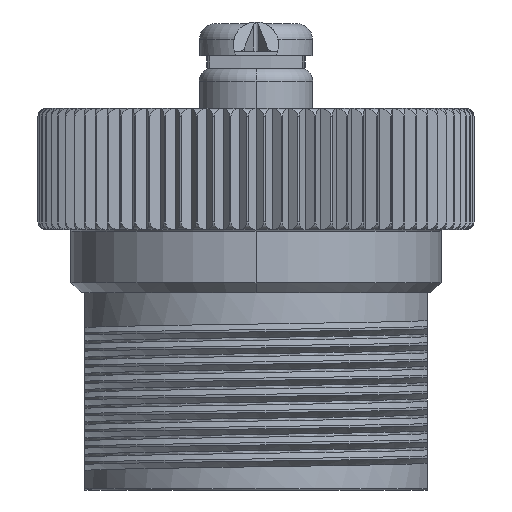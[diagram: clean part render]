
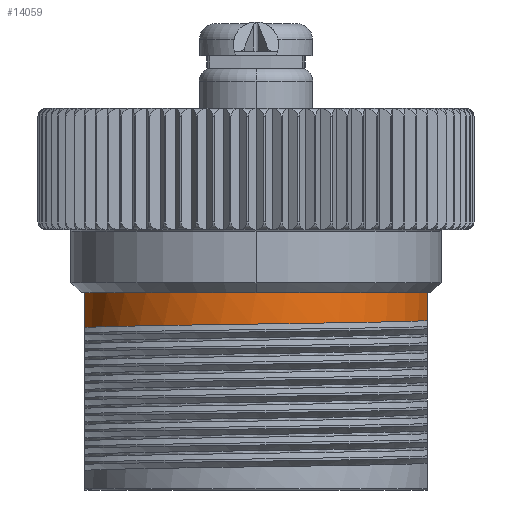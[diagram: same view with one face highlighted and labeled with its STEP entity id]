
A CAD part, front view. The second image highlights one B-rep face of the part: STEP entity #14059.
In plain terms, the highlighted cylindrical face has radius 10.842 mm (diameter 21.685 mm), a partial arc.
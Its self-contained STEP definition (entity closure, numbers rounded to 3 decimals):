
#1957=CARTESIAN_POINT('',(10.6,-2.28,10.483));
#1958=CARTESIAN_POINT('',(10.541,-2.555,10.479));
#1959=CARTESIAN_POINT('',(10.402,-3.099,10.47));
#1960=CARTESIAN_POINT('',(10.13,-3.896,10.458));
#1961=CARTESIAN_POINT('',(9.797,-4.671,10.446));
#1962=CARTESIAN_POINT('',(9.405,-5.416,10.433));
#1963=CARTESIAN_POINT('',(8.957,-6.13,10.421));
#1964=CARTESIAN_POINT('',(8.454,-6.806,10.409));
#1965=CARTESIAN_POINT('',(7.901,-7.441,10.396));
#1966=CARTESIAN_POINT('',(7.3,-8.032,10.384));
#1967=CARTESIAN_POINT('',(6.654,-8.574,10.372));
#1968=CARTESIAN_POINT('',(5.97,-9.064,10.359));
#1969=CARTESIAN_POINT('',(5.248,-9.5,10.347));
#1970=CARTESIAN_POINT('',(4.496,-9.878,10.335));
#1971=CARTESIAN_POINT('',(3.715,-10.198,10.322));
#1972=CARTESIAN_POINT('',(2.914,-10.455,10.31));
#1973=CARTESIAN_POINT('',(2.093,-10.65,10.297));
#1974=CARTESIAN_POINT('',(1.262,-10.78,10.285));
#1975=CARTESIAN_POINT('',(0.421,-10.845,
10.273));
#1976=CARTESIAN_POINT('',(-0.421,-10.845,
10.26));
#1977=CARTESIAN_POINT('',(-1.262,-10.78,
10.248));
#1978=CARTESIAN_POINT('',(-2.093,-10.65,
10.236));
#1979=CARTESIAN_POINT('',(-2.914,-10.455,
10.223));
#1980=CARTESIAN_POINT('',(-3.715,-10.198,
10.211));
#1981=CARTESIAN_POINT('',(-4.496,-9.878,
10.199));
#1982=CARTESIAN_POINT('',(-5.248,-9.5,
10.186));
#1983=CARTESIAN_POINT('',(-5.97,-9.064,
10.174));
#1984=CARTESIAN_POINT('',(-6.654,-8.574,
10.162));
#1985=CARTESIAN_POINT('',(-7.3,-8.032,
10.149));
#1986=CARTESIAN_POINT('',(-7.901,-7.441,
10.137));
#1987=CARTESIAN_POINT('',(-8.454,-6.806,
10.124));
#1988=CARTESIAN_POINT('',(-8.957,-6.13,
10.112));
#1989=CARTESIAN_POINT('',(-9.405,-5.416,
10.1));
#1990=CARTESIAN_POINT('',(-9.797,-4.671,
10.087));
#1991=CARTESIAN_POINT('',(-10.13,-3.896,
10.075));
#1992=CARTESIAN_POINT('',(-10.402,-3.099,
10.063));
#1993=CARTESIAN_POINT('',(-10.541,-2.555,
10.054));
#1994=CARTESIAN_POINT('',(-10.6,-2.28,10.05));
#1996=DIRECTION('',(0.,0.,1.));
#1997=VECTOR('',#1996,2.15);
#1998=CARTESIAN_POINT('',(-10.6,-2.28,10.05));
#1999=LINE('',#1998,#1997);
#2000=CARTESIAN_POINT('',(0.,0.,12.2));
#2001=DIRECTION('',(0.,0.,-1.));
#2002=DIRECTION('',(0.,-1.,0.));
#2003=AXIS2_PLACEMENT_3D('',#2000,#2001,#2002);
#2005=CARTESIAN_POINT('',(0.,0.,12.2));
#2006=DIRECTION('',(0.,0.,1.));
#2007=DIRECTION('',(0.,-1.,0.));
#2008=AXIS2_PLACEMENT_3D('',#2005,#2006,#2007);
#2010=DIRECTION('',(0.,0.,1.));
#2011=VECTOR('',#2010,1.717);
#2012=CARTESIAN_POINT('',(10.6,-2.28,10.483));
#2013=LINE('',#2012,#2011);
#10972=CARTESIAN_POINT('',(0.,-10.843,12.2));
#10974=VERTEX_POINT('',#10972);
#11617=CARTESIAN_POINT('',(10.6,-2.28,12.2));
#11619=VERTEX_POINT('',#11617);
#11657=CARTESIAN_POINT('',(10.6,-2.28,10.483));
#11658=VERTEX_POINT('',#11657);
#11698=CARTESIAN_POINT('',(-10.6,-2.28,12.2));
#11700=VERTEX_POINT('',#11698);
#11775=CARTESIAN_POINT('',(-10.6,-2.28,10.05));
#11776=VERTEX_POINT('',#11775);
#14045=CARTESIAN_POINT('',(0.,0.,-1.305));
#14046=DIRECTION('',(0.,0.,1.));
#14047=DIRECTION('',(0.,1.,0.));
#14048=AXIS2_PLACEMENT_3D('',#14045,#14046,#14047);
#14049=CYLINDRICAL_SURFACE('',#14048,10.843);
#14051=ORIENTED_EDGE('',*,*,#14050,.T.);
#14052=ORIENTED_EDGE('',*,*,#12363,.T.);
#14054=ORIENTED_EDGE('',*,*,#14053,.F.);
#14055=ORIENTED_EDGE('',*,*,#14023,.T.);
#14056=ORIENTED_EDGE('',*,*,#12168,.F.);
#14057=EDGE_LOOP('',(#14051,#14052,#14054,#14055,#14056));
#14058=FACE_OUTER_BOUND('',#14057,.F.);
#1995=B_SPLINE_CURVE_WITH_KNOTS('',3,(#1957,#1958,#1959,#1960,#1961,#1962,#1963,
#1964,#1965,#1966,#1967,#1968,#1969,#1970,#1971,#1972,#1973,#1974,#1975,#1976,
#1977,#1978,#1979,#1980,#1981,#1982,#1983,#1984,#1985,#1986,#1987,#1988,#1989,
#1990,#1991,#1992,#1993,#1994),.UNSPECIFIED.,.F.,.F.,(4,1,1,1,1,1,1,1,1,1,1,1,1,
1,1,1,1,1,1,1,1,1,1,1,1,1,1,1,1,1,1,1,1,1,1,4),(0.,0.029,
0.057,0.086,0.114,0.143,
0.171,0.2,0.229,0.257,0.286,
0.314,0.343,0.371,0.4,0.429,
0.457,0.486,0.514,0.543,
0.571,0.6,0.629,0.657,0.686,
0.714,0.743,0.771,0.8,0.829,
0.857,0.886,0.914,0.943,
0.971,1.),.UNSPECIFIED.);
#2004=CIRCLE('',#2003,10.843);
#2009=CIRCLE('',#2008,10.843);
#12168=EDGE_CURVE('',#11658,#11619,#2013,.T.);
#12363=EDGE_CURVE('',#11776,#11700,#1999,.T.);
#14023=EDGE_CURVE('',#10974,#11619,#2009,.T.);
#14050=EDGE_CURVE('',#11658,#11776,#1995,.T.);
#14053=EDGE_CURVE('',#10974,#11700,#2004,.T.);
#14059=ADVANCED_FACE('',(#14058),#14049,.T.);
